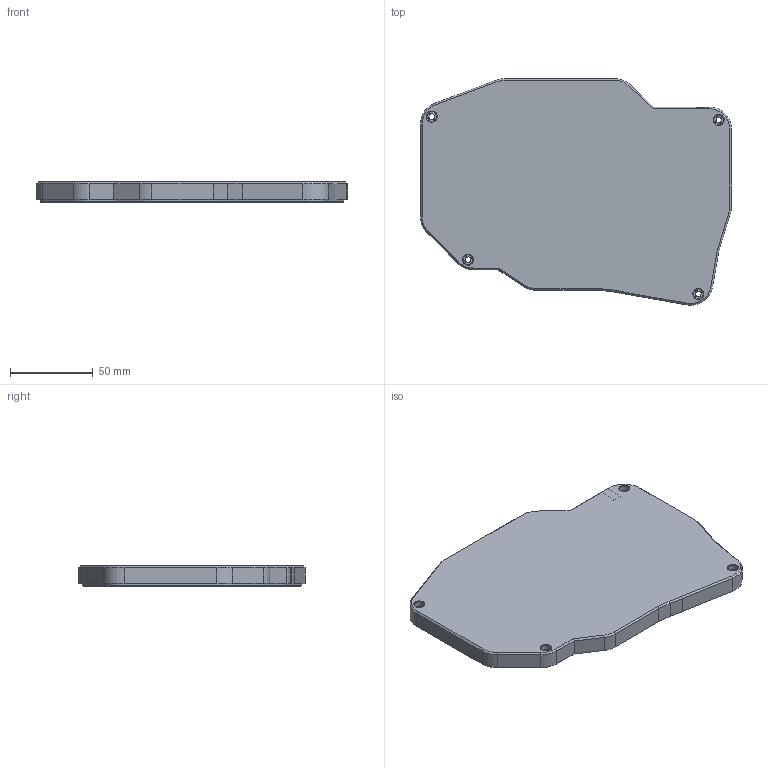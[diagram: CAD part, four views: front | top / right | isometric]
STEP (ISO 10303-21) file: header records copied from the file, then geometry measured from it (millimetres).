
FILE_DESCRIPTION(/* description */ (''),/* implementation_level */ '2;1');
FILE_NAME(/* name */ 'Right Bottom.step',/* time_stamp */ '2024-08-24T13:17:48-07:00',/* author */ (''),/* organization */ (''),/* preprocessor_version */ 'ST-DEVELOPER v20',/* originating_system */ 'Autodesk Translation Framework v13.14.0.145',/* authorisation */ '');
FILE_SCHEMA (('AUTOMOTIVE_DESIGN { 1 0 10303 214 3 1 1 }'));
Length unit declared in the file: millimetre
Products named in the file (1): Right Bottom
Bounding box: 187.85 x 136.75 x 12.1 mm (x, y, z)
Volume: 101299.3 mm3; surface area: 55579.9 mm2
Topology: 1 solids, 1 shells, 254 faces, 689 edges, 436 vertices
Faces by surface type: plane 168, cylinder 62, cone 24
Full cylindrical faces by diameter (mm): 2.5 x1, 3.4 x4, 5.9 x4
Entity records: 7990 total; most frequent: CARTESIAN_POINT 1390, DIRECTION 1387, ORIENTED_EDGE 1378, EDGE_CURVE 689, LINE 497, VECTOR 497, AXIS2_PLACEMENT_3D 445, VERTEX_POINT 436
